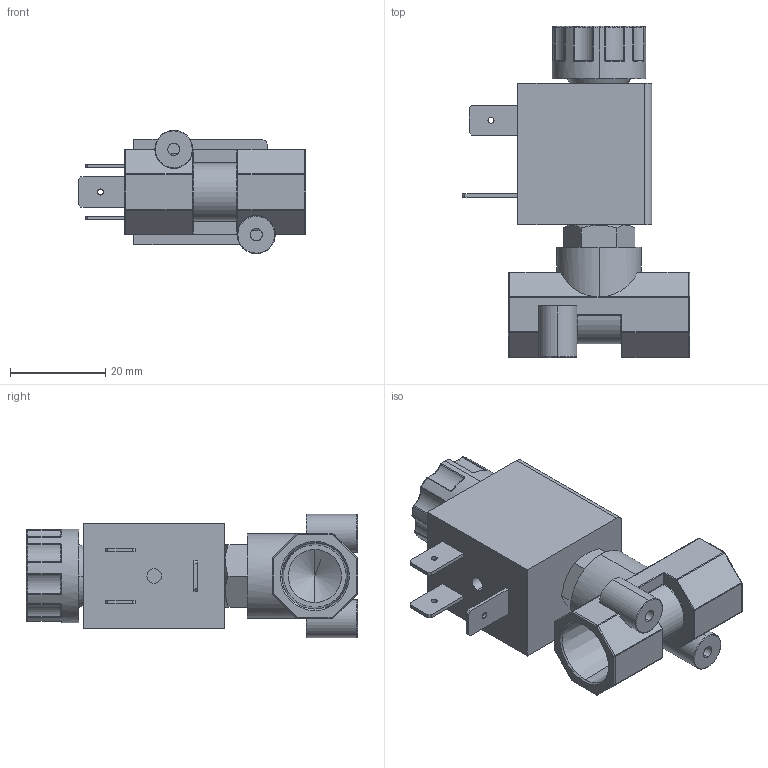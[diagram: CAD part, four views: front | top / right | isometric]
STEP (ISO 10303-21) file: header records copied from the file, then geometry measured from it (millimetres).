
FILE_DESCRIPTION (( 'STEP AP203' ), '1' );
FILE_NAME ('SC912YH16VFBA4.step', '2025-12-15T20:57:09', ( '' ), ( '' ), 'SwSTEP 2.0', 'SolidWorks 2024', '' );
FILE_SCHEMA (( 'CONFIG_CONTROL_DESIGN' ));
Length unit declared in the file: inch
Products named in the file (1): SC912YH16VFBA4
Bounding box: 47.61 x 69.37 x 25.83 mm (x, y, z)
Volume: 29870 mm3; surface area: 10512.7 mm2
Topology: 1 solids, 1 shells, 350 faces, 820 edges, 448 vertices
Faces by surface type: bspline 115, cylinder 107, plane 74, sphere 20, torus 18, cone 16
Entity records: 11686 total; most frequent: CARTESIAN_POINT 4490, ORIENTED_EDGE 1560, DIRECTION 1411, EDGE_CURVE 780, AXIS2_PLACEMENT_3D 573, VERTEX_POINT 446, EDGE_LOOP 370, FACE_OUTER_BOUND 350
